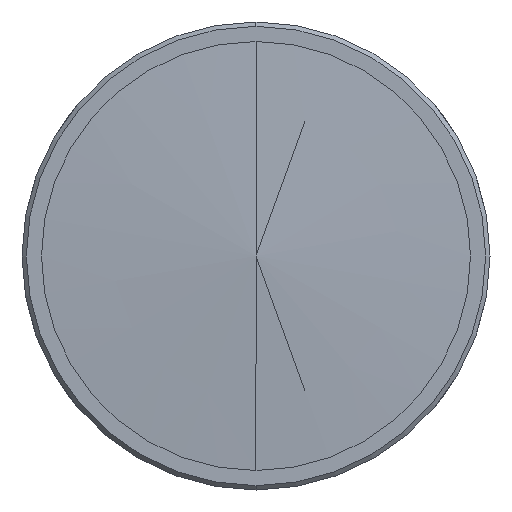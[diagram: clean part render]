
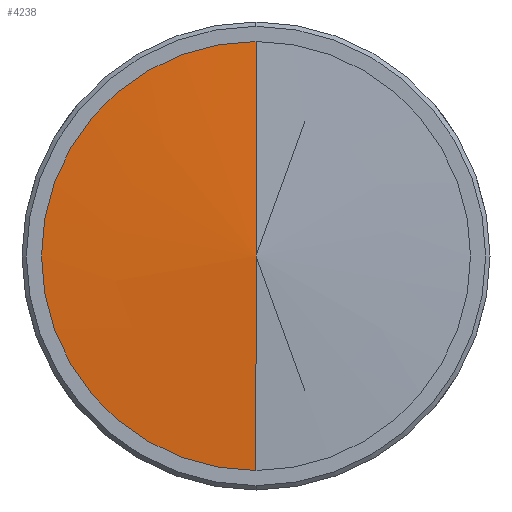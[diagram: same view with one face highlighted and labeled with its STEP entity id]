
A CAD part, left-side view. The second image highlights one B-rep face of the part: STEP entity #4238.
In plain terms, the highlighted conical face has half-angle 86.729 degrees and reference radius 26.104 mm.
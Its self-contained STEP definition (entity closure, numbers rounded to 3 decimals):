
#123 = EDGE_CURVE ( 'NONE', #2699, #2648, #2224, .T. ) ;
#206 = EDGE_CURVE ( 'NONE', #2894, #2699, #2083, .T. ) ;
#231 = EDGE_CURVE ( 'NONE', #2894, #2648, #2162, .T. ) ;
#353 = AXIS2_PLACEMENT_3D ( 'NONE', #1807, #1555, #1901 ) ;
#430 = ORIENTED_EDGE ( 'NONE', *, *, #231, .T. ) ;
#728 = FACE_OUTER_BOUND ( 'NONE', #2723, .T. ) ;
#740 = CONICAL_SURFACE ( 'NONE', #815, 26.104, 1.514 ) ;
#815 = AXIS2_PLACEMENT_3D ( 'NONE', #1085, #1109, #1091 ) ;
#1085 = CARTESIAN_POINT ( 'NONE',  ( 1.492, 0., 0. ) ) ;
#1091 = DIRECTION ( 'NONE',  ( 0., 0., -1. ) ) ;
#1109 = DIRECTION ( 'NONE',  ( 1., 0., 0. ) ) ;
#1241 = DIRECTION ( 'NONE',  ( 0.057, 0., 0.998 ) ) ;
#1243 = CARTESIAN_POINT ( 'NONE',  ( 1.492, 0., 26.104 ) ) ;
#1462 = CARTESIAN_POINT ( 'NONE',  ( 1.492, 0., -26.104 ) ) ;
#1555 = DIRECTION ( 'NONE',  ( 1., 0., 0. ) ) ;
#1644 = DIRECTION ( 'NONE',  ( 0.057, 0., -0.998 ) ) ;
#1807 = CARTESIAN_POINT ( 'NONE',  ( 1.414, 0., 0. ) ) ;
#1901 = DIRECTION ( 'NONE',  ( 0., 0., -1. ) ) ;
#2077 = VECTOR ( 'NONE', #1644, 1000. ) ;
#2083 = LINE ( 'NONE', #1462, #2077 ) ;
#2156 = VECTOR ( 'NONE', #1241, 1000. ) ;
#2162 = LINE ( 'NONE', #1243, #2156 ) ;
#2224 = CIRCLE ( 'NONE', #353, 24.75 ) ;
#2648 = VERTEX_POINT ( 'NONE', #3833 ) ;
#2699 = VERTEX_POINT ( 'NONE', #3926 ) ;
#2723 = EDGE_LOOP ( 'NONE', ( #2926, #430, #2787 ) ) ;
#2787 = ORIENTED_EDGE ( 'NONE', *, *, #123, .F. ) ;
#2894 = VERTEX_POINT ( 'NONE', #3947 ) ;
#2926 = ORIENTED_EDGE ( 'NONE', *, *, #206, .F. ) ;
#3833 = CARTESIAN_POINT ( 'NONE',  ( 1.414, 0., 24.75 ) ) ;
#3926 = CARTESIAN_POINT ( 'NONE',  ( 1.414, 0., -24.75 ) ) ;
#3947 = CARTESIAN_POINT ( 'NONE',  ( 0., 0., 0. ) ) ;
#4238 = ADVANCED_FACE ( 'NONE', ( #728 ), #740, .T. ) ;
